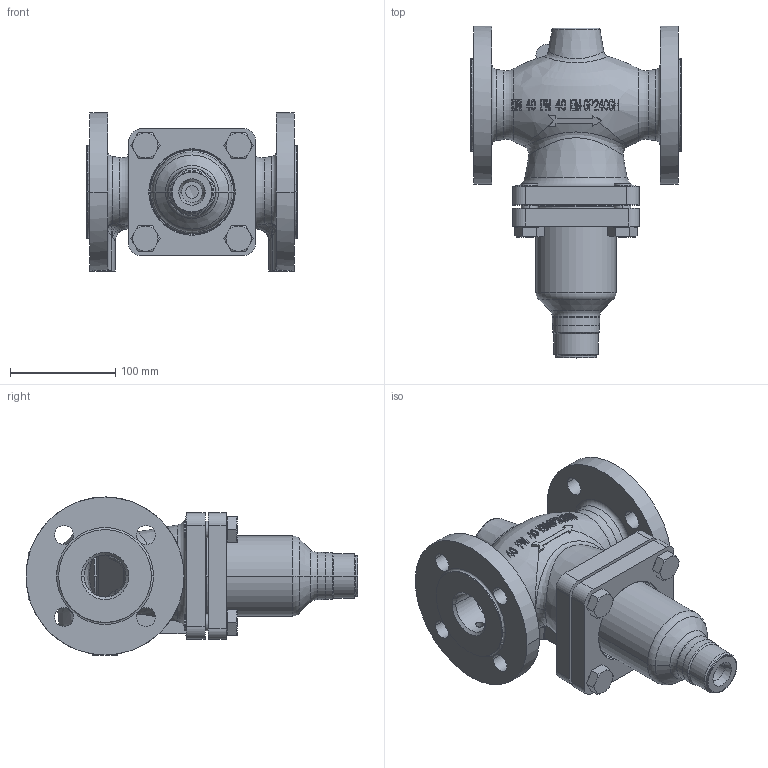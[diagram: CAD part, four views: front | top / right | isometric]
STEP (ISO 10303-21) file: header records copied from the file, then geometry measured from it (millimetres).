
FILE_DESCRIPTION((''),'2;1');
FILE_NAME('065B2415_ASM','2015-03-13T',('u317927'),('Danfoss'),'PRO/ENGINEER BY PARAMETRIC TECHNOLOGY CORPORATION, 2014000','PRO/ENGINEER BY PARAMETRIC TECHNOLOGY CORPORATION, 2014000','');
FILE_SCHEMA(('CONFIG_CONTROL_DESIGN'));
Length unit declared in the file: millimetre
Products named in the file (7): 8861405; 8861044; 8861045; 8861023; 5184023; ZVAR_2; 065B2415_ASM
Assembly tree (9 placements, depth 2):
  065B2415_ASM
    8861405
    8861044
    8861045
    8861023
    5184023  x4
    ZVAR_2
Bounding box: 200 x 315.1 x 150 mm (x, y, z)
Volume: 1713755.4 mm3; surface area: 364582.5 mm2
Topology: 9 solids, 21 shells, 955 faces, 2474 edges, 1586 vertices
Faces by surface type: plane 556, cylinder 175, bspline 94, cone 82, torus 48
Entity records: 31861 total; most frequent: CARTESIAN_POINT 11592, ORIENTED_EDGE 4564, DIRECTION 3630, EDGE_CURVE 2300, VERTEX_POINT 1478, AXIS2_PLACEMENT_3D 1393, EDGE_LOOP 962, FACE_OUTER_BOUND 874
